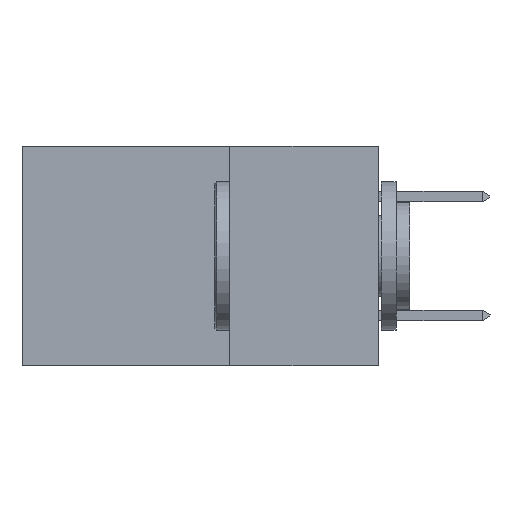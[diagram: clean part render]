
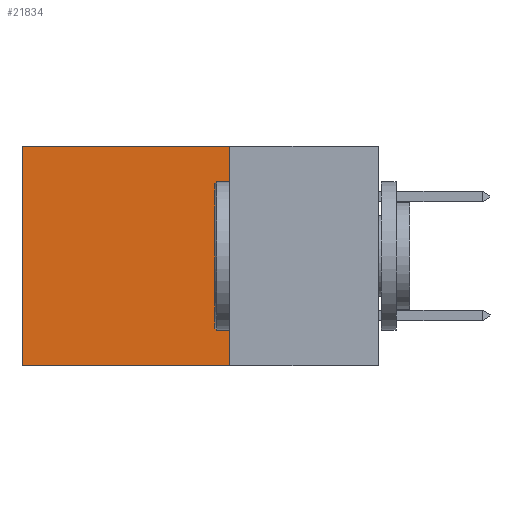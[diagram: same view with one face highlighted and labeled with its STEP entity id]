
A CAD part, left-side view. The second image highlights one B-rep face of the part: STEP entity #21834.
In plain terms, the highlighted planar face has unit normal (-1, 0, 0).
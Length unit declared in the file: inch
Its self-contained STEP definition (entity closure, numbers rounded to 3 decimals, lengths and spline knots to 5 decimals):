
#84 = EDGE_CURVE ( 'NONE', #26933, #20367, #21140, .T. ) ;
#238 = DIRECTION ( 'NONE',  ( 0., 0., -1. ) ) ;
#1380 = DIRECTION ( 'NONE',  ( 0., 1., 0. ) ) ;
#2584 = EDGE_LOOP ( 'NONE', ( #16342, #3952, #10107, #4641 ) ) ;
#3952 = ORIENTED_EDGE ( 'NONE', *, *, #21693, .F. ) ;
#4370 = CARTESIAN_POINT ( 'NONE',  ( 0.2615, 0.25, -0.37 ) ) ;
#4641 = ORIENTED_EDGE ( 'NONE', *, *, #22113, .T. ) ;
#4868 = PLANE ( 'NONE',  #9162 ) ;
#5722 = CARTESIAN_POINT ( 'NONE',  ( 0.2615, 0.25, 0. ) ) ;
#5778 = CARTESIAN_POINT ( 'NONE',  ( 0.2615, 0.25, -0.37 ) ) ;
#6383 = DIRECTION ( 'NONE',  ( 0., 0., -1. ) ) ;
#6626 = DIRECTION ( 'NONE',  ( 0., 1., 0. ) ) ;
#7125 = DIRECTION ( 'NONE',  ( 1., 0., 0. ) ) ;
#7207 = LINE ( 'NONE', #4370, #24005 ) ;
#7450 = CARTESIAN_POINT ( 'NONE',  ( 0.2615, 0.6, -0.37 ) ) ;
#7520 = VECTOR ( 'NONE', #1380, 39.37008 ) ;
#7670 = EDGE_CURVE ( 'NONE', #14034, #14819, #27800, .T. ) ;
#8610 = CARTESIAN_POINT ( 'NONE',  ( 0.2615, 0.25, 0. ) ) ;
#8986 = CARTESIAN_POINT ( 'NONE',  ( 0.2615, 0.6, -0.37 ) ) ;
#9162 = AXIS2_PLACEMENT_3D ( 'NONE', #22421, #7125, #22502 ) ;
#10107 = ORIENTED_EDGE ( 'NONE', *, *, #84, .F. ) ;
#14034 = VERTEX_POINT ( 'NONE', #25690 ) ;
#14307 = CARTESIAN_POINT ( 'NONE',  ( 0.2615, 0.25, -0.37 ) ) ;
#14819 = VERTEX_POINT ( 'NONE', #7450 ) ;
#15103 = FACE_OUTER_BOUND ( 'NONE', #2584, .T. ) ;
#15292 = VECTOR ( 'NONE', #6383, 39.37008 ) ;
#16342 = ORIENTED_EDGE ( 'NONE', *, *, #7670, .T. ) ;
#19918 = LINE ( 'NONE', #5722, #7520 ) ;
#20367 = VERTEX_POINT ( 'NONE', #14307 ) ;
#21140 = LINE ( 'NONE', #5778, #15292 ) ;
#21693 = EDGE_CURVE ( 'NONE', #20367, #14819, #7207, .T. ) ;
#21834 = ADVANCED_FACE ( 'NONE', ( #15103 ), #4868, .F. ) ;
#22112 = VECTOR ( 'NONE', #238, 39.37008 ) ;
#22113 = EDGE_CURVE ( 'NONE', #26933, #14034, #19918, .T. ) ;
#22421 = CARTESIAN_POINT ( 'NONE',  ( 0.2615, 0.25, -0.37 ) ) ;
#22502 = DIRECTION ( 'NONE',  ( 0., 0., -1. ) ) ;
#24005 = VECTOR ( 'NONE', #6626, 39.37008 ) ;
#25690 = CARTESIAN_POINT ( 'NONE',  ( 0.2615, 0.6, 0. ) ) ;
#26933 = VERTEX_POINT ( 'NONE', #8610 ) ;
#27800 = LINE ( 'NONE', #8986, #22112 ) ;
